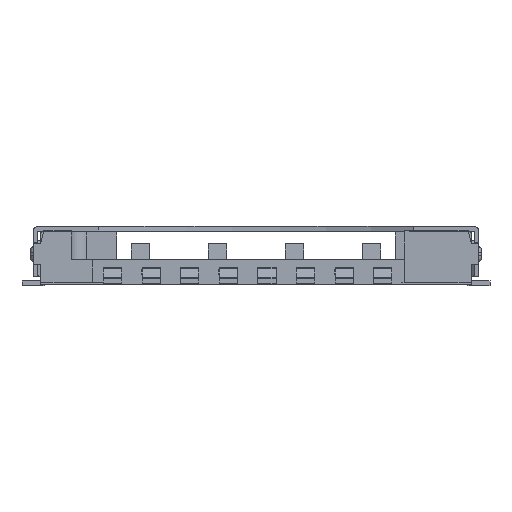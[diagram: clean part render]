
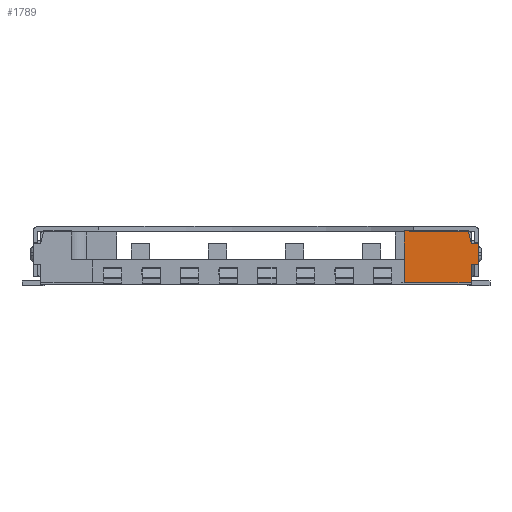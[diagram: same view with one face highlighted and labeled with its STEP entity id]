
A CAD part, front view. The second image highlights one B-rep face of the part: STEP entity #1789.
In plain terms, the highlighted planar face has unit normal (0, -1, 0).
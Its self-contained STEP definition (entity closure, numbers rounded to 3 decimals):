
#1789 = ADVANCED_FACE( '', ( #3840 ), #3841, .T. );
#3840 = FACE_OUTER_BOUND( '', #6270, .T. );
#3841 = PLANE( '', #6271 );
#6270 = EDGE_LOOP( '', ( #11732, #11733, #11734, #11735, #11736, #11737, #11738, #11739 ) );
#6271 = AXIS2_PLACEMENT_3D( '', #11740, #11741, #11742 );
#11732 = ORIENTED_EDGE( '', *, *, #16270, .T. );
#11733 = ORIENTED_EDGE( '', *, *, #16466, .F. );
#11734 = ORIENTED_EDGE( '', *, *, #14617, .T. );
#11735 = ORIENTED_EDGE( '', *, *, #16467, .F. );
#11736 = ORIENTED_EDGE( '', *, *, #15634, .T. );
#11737 = ORIENTED_EDGE( '', *, *, #16468, .T. );
#11738 = ORIENTED_EDGE( '', *, *, #15583, .T. );
#11739 = ORIENTED_EDGE( '', *, *, #14277, .F. );
#11740 = CARTESIAN_POINT( '', ( -7.08, -8.15, -0.1 ) );
#11741 = DIRECTION( '', ( 0., -1., 0. ) );
#11742 = DIRECTION( '', ( 0., 0., -1. ) );
#14277 = EDGE_CURVE( '', #17007, #17009, #17010, .T. );
#14617 = EDGE_CURVE( '', #17634, #17632, #17635, .T. );
#15583 = EDGE_CURVE( '', #19233, #17009, #19236, .F. );
#15634 = EDGE_CURVE( '', #19312, #19316, #19318, .T. );
#16270 = EDGE_CURVE( '', #17007, #20223, #20225, .T. );
#16466 = EDGE_CURVE( '', #17634, #20223, #20471, .T. );
#16467 = EDGE_CURVE( '', #19312, #17632, #20472, .T. );
#16468 = EDGE_CURVE( '', #19316, #19233, #20473, .T. );
#17007 = VERTEX_POINT( '', #21079 );
#17009 = VERTEX_POINT( '', #21082 );
#17010 = LINE( '', #21083, #21084 );
#17632 = VERTEX_POINT( '', #21965 );
#17634 = VERTEX_POINT( '', #21968 );
#17635 = LINE( '', #21969, #21970 );
#19233 = VERTEX_POINT( '', #24386 );
#19236 = LINE( '', #24391, #24392 );
#19312 = VERTEX_POINT( '', #24498 );
#19316 = VERTEX_POINT( '', #24504 );
#19318 = LINE( '', #24507, #24508 );
#20223 = VERTEX_POINT( '', #26017 );
#20225 = LINE( '', #26020, #26021 );
#20471 = LINE( '', #26379, #26380 );
#20472 = LINE( '', #26381, #26382 );
#20473 = LINE( '', #26383, #26384 );
#21079 = CARTESIAN_POINT( '', ( 4.88, -8.15, 1.65 ) );
#21082 = CARTESIAN_POINT( '', ( 6.98, -8.15, 1.65 ) );
#21083 = CARTESIAN_POINT( '', ( -7.08, -8.15, 1.65 ) );
#21084 = VECTOR( '', #27238, 1000. );
#21965 = CARTESIAN_POINT( '', ( 7.08, -8.15, 0.55 ) );
#21968 = CARTESIAN_POINT( '', ( 7.08, -8.15, -0.05 ) );
#21969 = CARTESIAN_POINT( '', ( 7.08, -8.15, -0.1 ) );
#21970 = VECTOR( '', #27614, 1000. );
#24386 = CARTESIAN_POINT( '', ( 7.08, -8.15, 1.25 ) );
#24391 = CARTESIAN_POINT( '', ( 6.565, -8.15, 3.311 ) );
#24392 = VECTOR( '', #28615, 1000. );
#24498 = CARTESIAN_POINT( '', ( 7.33, -8.15, 0.55 ) );
#24504 = CARTESIAN_POINT( '', ( 7.33, -8.15, 1.25 ) );
#24507 = CARTESIAN_POINT( '', ( 7.33, -8.15, 0.55 ) );
#24508 = VECTOR( '', #28664, 1000. );
#26017 = CARTESIAN_POINT( '', ( 4.88, -8.15, -0.05 ) );
#26020 = CARTESIAN_POINT( '', ( 4.88, -8.15, -0.1 ) );
#26021 = VECTOR( '', #29254, 1000. );
#26379 = CARTESIAN_POINT( '', ( 7.08, -8.15, -0.05 ) );
#26380 = VECTOR( '', #29427, 1000. );
#26381 = CARTESIAN_POINT( '', ( 7.33, -8.15, 0.55 ) );
#26382 = VECTOR( '', #29428, 1000. );
#26383 = CARTESIAN_POINT( '', ( 7.33, -8.15, 1.25 ) );
#26384 = VECTOR( '', #29429, 1000. );
#27238 = DIRECTION( '', ( 1., 0., 0. ) );
#27614 = DIRECTION( '', ( 0., 0., 1. ) );
#28615 = DIRECTION( '', ( 0.243, 0., -0.97 ) );
#28664 = DIRECTION( '', ( 0., 0., 1. ) );
#29254 = DIRECTION( '', ( 0., 0., -1. ) );
#29427 = DIRECTION( '', ( -1., 0., 0. ) );
#29428 = DIRECTION( '', ( -1., 0., 0. ) );
#29429 = DIRECTION( '', ( -1., 0., 0. ) );
